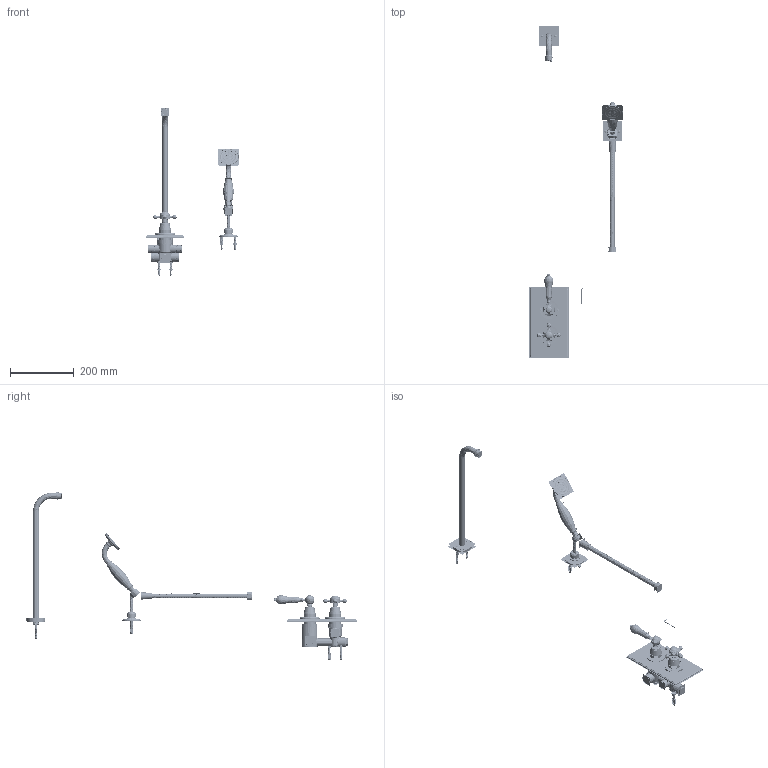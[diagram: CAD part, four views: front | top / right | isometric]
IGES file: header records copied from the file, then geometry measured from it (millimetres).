
Start section:  PTC IGES file: tf2s-sl0337-05.igs
Global section: file name: tf2s-sl0337-05.igs; native system: Creo Elements/Pro by Parametric Technology Corporation; preprocessor: 2011080; author: Administrator; organization: Unknown; date: 20150425.133910; units: millimetre
Bounding box: 294.93 x 1043.02 x 528.32 mm (x, y, z)
Volume: 526415.4 mm3; surface area: 3586789.3 mm2
Topology: 112 solids, 112 shells, 11720 faces, 61176 edges, 77844 vertices
Faces by surface type: revolution 6736, bspline 4984
